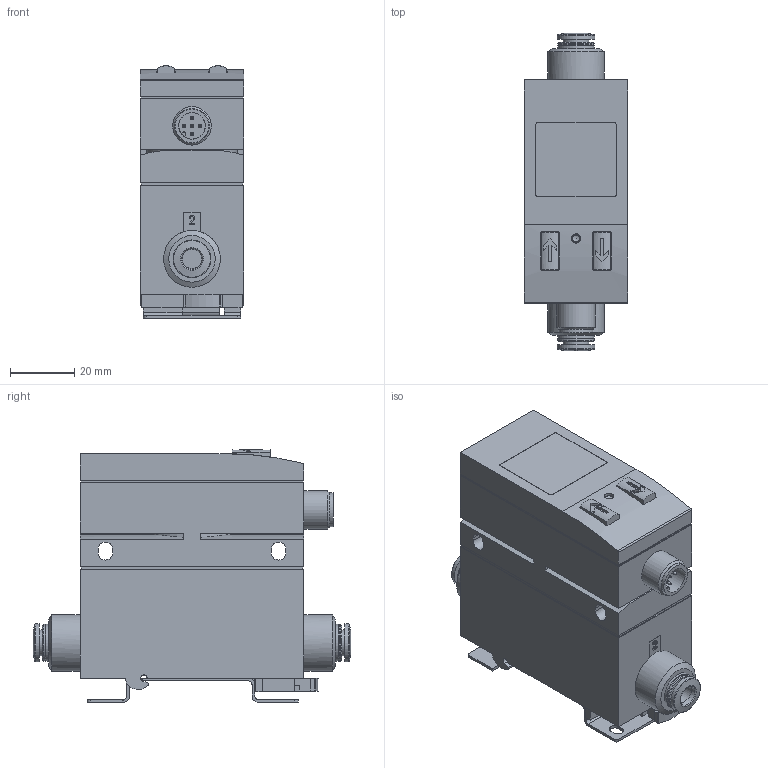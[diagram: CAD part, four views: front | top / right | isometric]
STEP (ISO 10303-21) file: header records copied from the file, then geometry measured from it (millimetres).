
FILE_DESCRIPTION(/* description */ ('STEP AP214'),/* implementation_level */ '2;1');
FILE_NAME(/* name */ '565392_SFAB-50U-WQ6-2SV-M12',/* time_stamp */ '2024-09-15T01:15:10+02:00',/* author */ ('License CC BY-ND 4.0'),/* organization */ ('CADENAS'),/* preprocessor_version */ 'ST-DEVELOPER v19.3',/* originating_system */ 'PARTsolutions',/* authorisation */ ' ');
FILE_SCHEMA (('AUTOMOTIVE_DESIGN {1 0 10303 214 3 1 1}'));
Length unit declared in the file: millimetre
Products named in the file (4): 565392 SFAB-50U-WQ6-2SV-M12; 563795 SFAB-50-Q6-2SV_H; 194297 SDE1-...-W...---(W); 672551 VN-T3-BP-NRD
Assembly tree (3 placements, depth 2):
  565392 SFAB-50U-WQ6-2SV-M12
    563795 SFAB-50-Q6-2SV_H
    194297 SDE1-...-W...---(W)
    672551 VN-T3-BP-NRD
Bounding box: 32.3 x 99 x 78.72 mm (x, y, z)
Volume: 162857.6 mm3; surface area: 31866.9 mm2
Topology: 3 solids, 3 shells, 361 faces, 946 edges, 621 vertices
Faces by surface type: plane 238, cylinder 96, cone 19, torus 7, sphere 1
Full cylindrical faces by diameter (mm): 1 x5, 2.9 x1, 6 x2, 8.1 x2, 8.3 x1, 10.5 x1, 11.5 x4, 11.8 x2, 12 x1, 17.7 x2
Entity records: 12646 total; most frequent: CARTESIAN_POINT 1948, DIRECTION 1830, ORIENTED_EDGE 1782, EDGE_CURVE 891, LINE 640, VECTOR 640, VERTEX_POINT 614, AXIS2_PLACEMENT_3D 595
